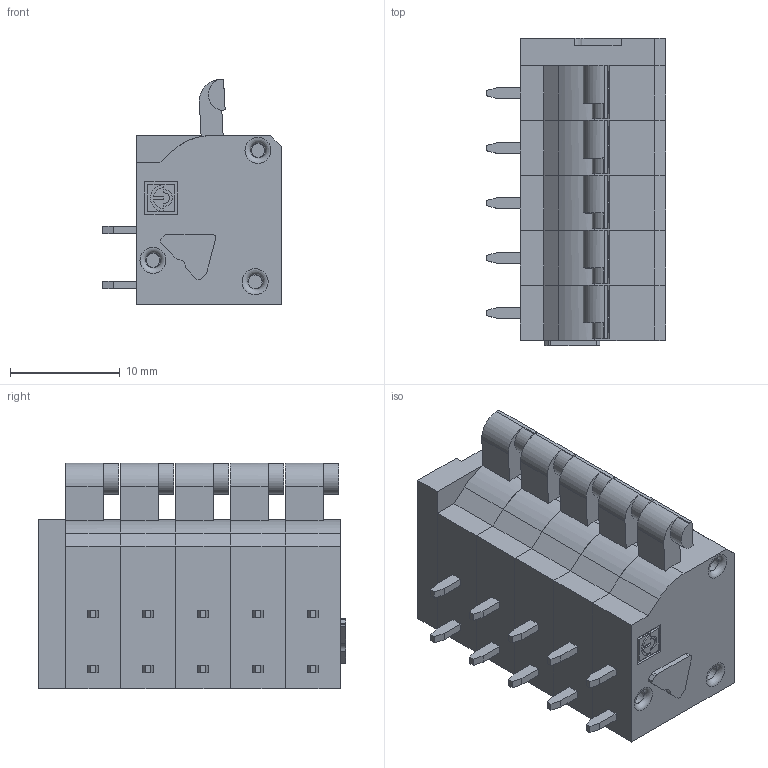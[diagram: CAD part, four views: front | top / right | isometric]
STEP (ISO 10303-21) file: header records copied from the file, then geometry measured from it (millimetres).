
FILE_DESCRIPTION(('STEP AP214'),'1');
FILE_NAME('MG104-5-V-P.stp','2024-03-27T16:13:57',(' '),(' '),'Spatial InterOp 3D',' ',' ');
FILE_SCHEMA(('AUTOMOTIVE_DESIGN { 1 0 10303 214 1 1 1 1 }'));
Length unit declared in the file: metre
Products named in the file (8): 1711558476; 1711558091; 1711557706; 1711557321; 1711556338; 1711554088; 1711554089; 1711554091
Bounding box: 16.3 x 28 x 20.54 mm (x, y, z)
Volume: 5158.3 mm3; surface area: 5000.4 mm2
Topology: 8 solids, 8 shells, 684 faces, 1689 edges, 1114 vertices
Faces by surface type: plane 476, cylinder 79, torus 72, cone 52, extrusion 5
Entity records: 31382 total; most frequent: CARTESIAN_POINT 3449, DIRECTION 3226, ORIENTED_EDGE 3050, STYLED_ITEM 1992, PRESENTATION_STYLE_ASSIGNMENT 1992, COLOUR_RGB 1992, EDGE_CURVE 1525, CURVE_STYLE 1300
